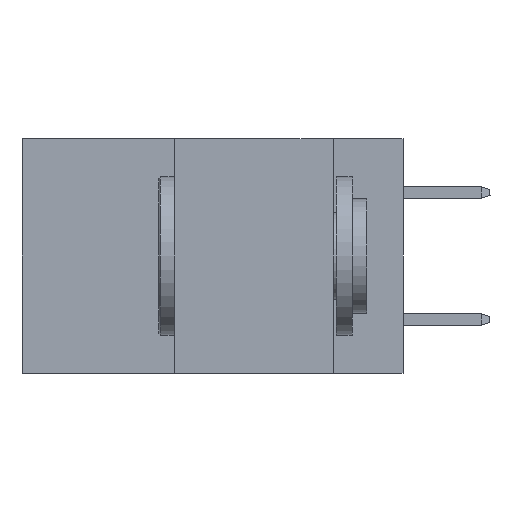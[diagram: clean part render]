
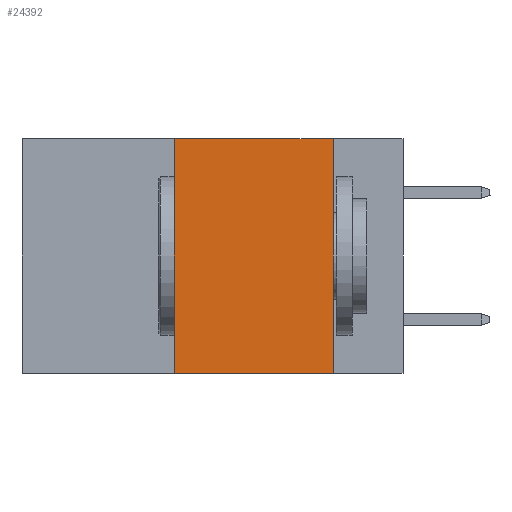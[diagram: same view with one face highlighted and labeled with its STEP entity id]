
A CAD part, left-side view. The second image highlights one B-rep face of the part: STEP entity #24392.
In plain terms, the highlighted planar face has unit normal (-1, 0, 0).
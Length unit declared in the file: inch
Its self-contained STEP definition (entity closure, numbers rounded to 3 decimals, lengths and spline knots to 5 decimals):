
#276 = VECTOR ( 'NONE', #21103, 39.37008 ) ;
#1638 = CARTESIAN_POINT ( 'NONE',  ( 0., 0.6, -0.37 ) ) ;
#2084 = LINE ( 'NONE', #14282, #21558 ) ;
#2268 = DIRECTION ( 'NONE',  ( 0., -1., 0. ) ) ;
#3074 = DIRECTION ( 'NONE',  ( 1., 0., 0. ) ) ;
#3275 = PLANE ( 'NONE',  #14537 ) ;
#5306 = EDGE_CURVE ( 'NONE', #10068, #11441, #14313, .T. ) ;
#8521 = ORIENTED_EDGE ( 'NONE', *, *, #5306, .F. ) ;
#8986 = CARTESIAN_POINT ( 'NONE',  ( 0., 0.6, 0. ) ) ;
#9773 = ORIENTED_EDGE ( 'NONE', *, *, #22148, .F. ) ;
#10068 = VERTEX_POINT ( 'NONE', #23011 ) ;
#10752 = CARTESIAN_POINT ( 'NONE',  ( 0., 0.11, -0.37 ) ) ;
#11441 = VERTEX_POINT ( 'NONE', #10752 ) ;
#12593 = VECTOR ( 'NONE', #2268, 39.37008 ) ;
#14282 = CARTESIAN_POINT ( 'NONE',  ( 0., 0.36, 0. ) ) ;
#14313 = LINE ( 'NONE', #30996, #276 ) ;
#14537 = AXIS2_PLACEMENT_3D ( 'NONE', #8986, #3074, #28987 ) ;
#14773 = VECTOR ( 'NONE', #15806, 39.37008 ) ;
#15806 = DIRECTION ( 'NONE',  ( 0., -1., 0. ) ) ;
#18359 = CARTESIAN_POINT ( 'NONE',  ( 0., 0.36, 0. ) ) ;
#18490 = LINE ( 'NONE', #1638, #12593 ) ;
#21103 = DIRECTION ( 'NONE',  ( 0., 0., -1. ) ) ;
#21558 = VECTOR ( 'NONE', #30761, 39.37008 ) ;
#22148 = EDGE_CURVE ( 'NONE', #35261, #10068, #25535, .T. ) ;
#22453 = EDGE_CURVE ( 'NONE', #24437, #35261, #2084, .T. ) ;
#23011 = CARTESIAN_POINT ( 'NONE',  ( 0., 0.11, 0. ) ) ;
#24392 = ADVANCED_FACE ( 'NONE', ( #41064 ), #3275, .F. ) ;
#24437 = VERTEX_POINT ( 'NONE', #31764 ) ;
#25477 = EDGE_CURVE ( 'NONE', #24437, #11441, #18490, .T. ) ;
#25535 = LINE ( 'NONE', #35648, #14773 ) ;
#28987 = DIRECTION ( 'NONE',  ( 0., 0., -1. ) ) ;
#30761 = DIRECTION ( 'NONE',  ( 0., 0., 1. ) ) ;
#30996 = CARTESIAN_POINT ( 'NONE',  ( 0., 0.11, 0. ) ) ;
#31764 = CARTESIAN_POINT ( 'NONE',  ( 0., 0.36, -0.37 ) ) ;
#35261 = VERTEX_POINT ( 'NONE', #18359 ) ;
#35324 = ORIENTED_EDGE ( 'NONE', *, *, #25477, .T. ) ;
#35648 = CARTESIAN_POINT ( 'NONE',  ( 0., 0.6, 0. ) ) ;
#38631 = EDGE_LOOP ( 'NONE', ( #8521, #9773, #39460, #35324 ) ) ;
#39460 = ORIENTED_EDGE ( 'NONE', *, *, #22453, .F. ) ;
#41064 = FACE_OUTER_BOUND ( 'NONE', #38631, .T. ) ;
